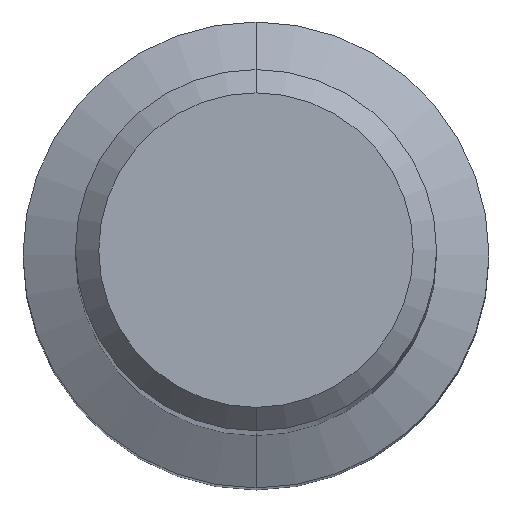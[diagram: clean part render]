
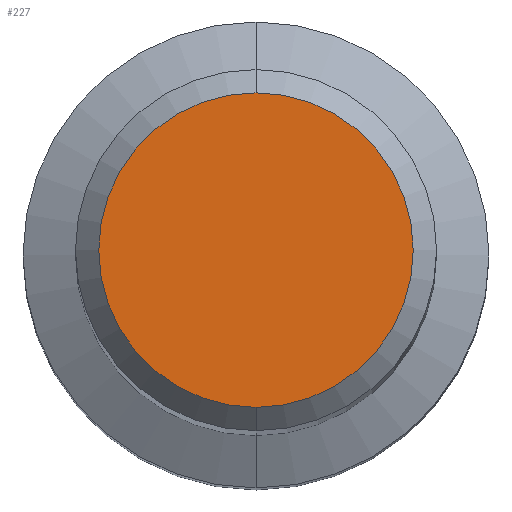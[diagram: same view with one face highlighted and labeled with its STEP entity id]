
A CAD part, top view. The second image highlights one B-rep face of the part: STEP entity #227.
In plain terms, the highlighted planar face has unit normal (0, 0, 1).
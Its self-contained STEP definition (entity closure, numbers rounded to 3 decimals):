
#201=VERTEX_POINT('',#556);
#219=EDGE_CURVE('',#201,#433,#578,.T.);
#227=ADVANCED_FACE('',(#588),#589,.T.);
#245=EDGE_CURVE('',#433,#201,#609,.T.);
#433=VERTEX_POINT('',#815);
#556=CARTESIAN_POINT('',(0.,-2.7,0.0));
#578=CIRCLE('',#968,2.7);
#588=FACE_OUTER_BOUND('',#978,.T.);
#589=PLANE('',#979);
#609=CIRCLE('',#1004,2.7);
#815=CARTESIAN_POINT('',(0.0,2.7,0.0));
#968=AXIS2_PLACEMENT_3D('',#1679,#1680,#1681);
#978=EDGE_LOOP('',(#1699,#1700));
#979=AXIS2_PLACEMENT_3D('',#1701,#1702,#1703);
#1004=AXIS2_PLACEMENT_3D('',#1728,#1729,#1730);
#1679=CARTESIAN_POINT('',(0.0,0.0,0.0));
#1680=DIRECTION('',(0.0,0.0,-1.0));
#1681=DIRECTION('',(0.0,1.0,0.0));
#1699=ORIENTED_EDGE('',*,*,#245,.F.);
#1700=ORIENTED_EDGE('',*,*,#219,.F.);
#1701=CARTESIAN_POINT('',(0.0,1.35,0.0));
#1702=DIRECTION('',(-0.0,0.0,1.0));
#1703=DIRECTION('',(0.0,-1.0,0.0));
#1728=CARTESIAN_POINT('',(0.0,0.0,0.0));
#1729=DIRECTION('',(0.0,0.0,-1.0));
#1730=DIRECTION('',(0.0,1.0,0.0));
